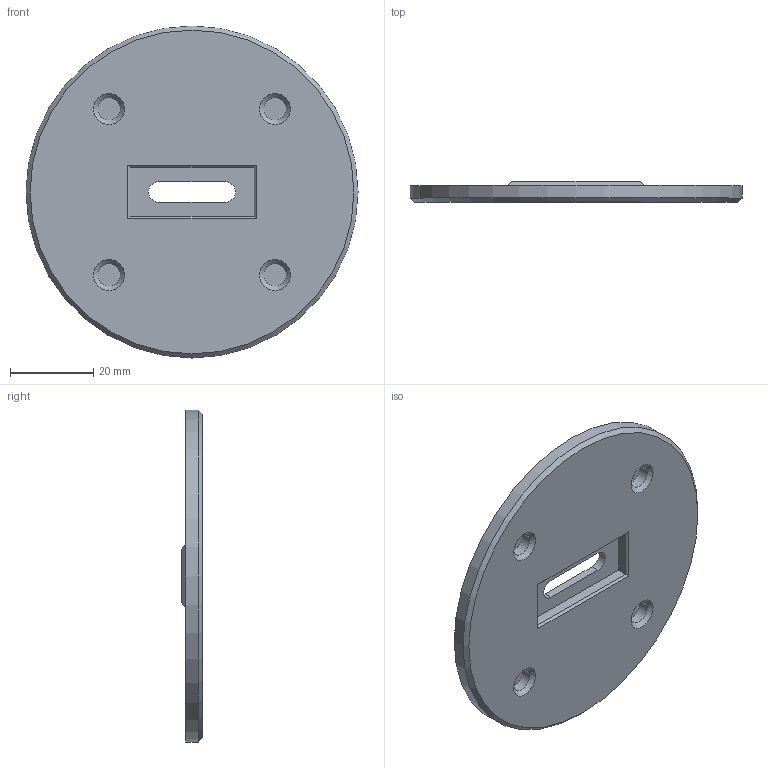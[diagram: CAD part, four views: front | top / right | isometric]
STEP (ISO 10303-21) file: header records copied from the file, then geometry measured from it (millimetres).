
FILE_DESCRIPTION(/* description */ (''),/* implementation_level */ '2;1');
FILE_NAME(/* name */ 'inner_cellplate.step',/* time_stamp */ '2024-04-29T22:34:42+02:00',/* author */ (''),/* organization */ (''),/* preprocessor_version */ 'ST-DEVELOPER v20',/* originating_system */ 'Autodesk Translation Framework v12.20.1.177',/* authorisation */ '');
FILE_SCHEMA (('AUTOMOTIVE_DESIGN { 1 0 10303 214 3 1 1 }'));
Length unit declared in the file: millimetre
Products named in the file (1): inner_cellplate
Bounding box: 80 x 5 x 80 mm (x, y, z)
Volume: 18768.6 mm3; surface area: 11278.6 mm2
Topology: 1 solids, 1 shells, 34 faces, 69 edges, 43 vertices
Faces by surface type: plane 22, cylinder 7, cone 5
Full cylindrical faces by diameter (mm): 5.5 x4, 80 x1
Entity records: 924 total; most frequent: DIRECTION 158, CARTESIAN_POINT 147, ORIENTED_EDGE 138, EDGE_CURVE 69, AXIS2_PLACEMENT_3D 54, LINE 50, VECTOR 50, VERTEX_POINT 43
